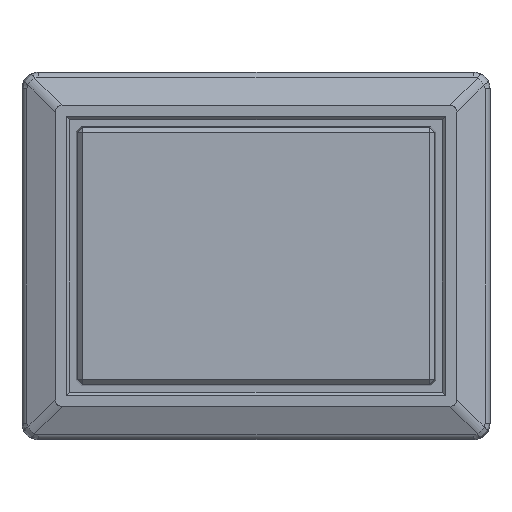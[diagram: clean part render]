
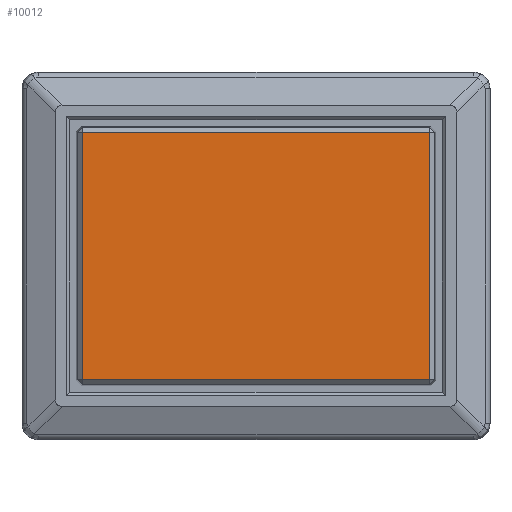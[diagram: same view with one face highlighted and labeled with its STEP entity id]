
A CAD part, top view. The second image highlights one B-rep face of the part: STEP entity #10012.
In plain terms, the highlighted face is planar.
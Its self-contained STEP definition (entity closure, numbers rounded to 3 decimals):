
#109 = VECTOR ( 'NONE', #11660, 1000. ) ;
#387 = CARTESIAN_POINT ( 'NONE',  ( 10.396, 0., -7.396 ) ) ;
#617 = EDGE_CURVE ( 'NONE', #7310, #5531, #1867, .T. ) ;
#1672 = LINE ( 'NONE', #6668, #109 ) ;
#1761 = CARTESIAN_POINT ( 'NONE',  ( -10.396, 0., 7.396 ) ) ;
#1832 = VERTEX_POINT ( 'NONE', #387 ) ;
#1867 = LINE ( 'NONE', #6865, #10054 ) ;
#2288 = ORIENTED_EDGE ( 'NONE', *, *, #6657, .T. ) ;
#2803 = LINE ( 'NONE', #7802, #11099 ) ;
#3276 = LINE ( 'NONE', #8291, #9861 ) ;
#3961 = VERTEX_POINT ( 'NONE', #9400 ) ;
#4209 = FACE_OUTER_BOUND ( 'NONE', #9848, .T. ) ;
#5082 = ORIENTED_EDGE ( 'NONE', *, *, #617, .F. ) ;
#5119 = ORIENTED_EDGE ( 'NONE', *, *, #13048, .F. ) ;
#5531 = VERTEX_POINT ( 'NONE', #14794 ) ;
#6657 = EDGE_CURVE ( 'NONE', #7310, #3961, #1672, .T. ) ;
#6668 = CARTESIAN_POINT ( 'NONE',  ( 0., 0., 7.396 ) ) ;
#6759 = DIRECTION ( 'NONE',  ( 0., -1., 0. ) ) ;
#6865 = CARTESIAN_POINT ( 'NONE',  ( -10.396, 0., 0. ) ) ;
#6959 = AXIS2_PLACEMENT_3D ( 'NONE', #1761, #6759, #11751 ) ;
#7310 = VERTEX_POINT ( 'NONE', #13197 ) ;
#7499 = EDGE_CURVE ( 'NONE', #5531, #1832, #2803, .T. ) ;
#7802 = CARTESIAN_POINT ( 'NONE',  ( 0., 0., -7.396 ) ) ;
#8291 = CARTESIAN_POINT ( 'NONE',  ( 10.396, 0., 0. ) ) ;
#9400 = CARTESIAN_POINT ( 'NONE',  ( 10.396, 0., 7.396 ) ) ;
#9848 = EDGE_LOOP ( 'NONE', ( #5119, #14905, #5082, #2288 ) ) ;
#9861 = VECTOR ( 'NONE', #13256, 1000. ) ;
#10012 = ADVANCED_FACE ( 'NONE', ( #4209 ), #12965, .F. ) ;
#10054 = VECTOR ( 'NONE', #11851, 1000. ) ;
#11099 = VECTOR ( 'NONE', #12784, 1000. ) ;
#11660 = DIRECTION ( 'NONE',  ( 1., 0., 0. ) ) ;
#11751 = DIRECTION ( 'NONE',  ( 0., 0., -1. ) ) ;
#11851 = DIRECTION ( 'NONE',  ( 0., 0., -1. ) ) ;
#12784 = DIRECTION ( 'NONE',  ( 1., 0., 0. ) ) ;
#12965 = PLANE ( 'NONE',  #6959 ) ;
#13048 = EDGE_CURVE ( 'NONE', #1832, #3961, #3276, .T. ) ;
#13197 = CARTESIAN_POINT ( 'NONE',  ( -10.396, 0., 7.396 ) ) ;
#13256 = DIRECTION ( 'NONE',  ( 0., 0., 1. ) ) ;
#14794 = CARTESIAN_POINT ( 'NONE',  ( -10.396, 0., -7.396 ) ) ;
#14905 = ORIENTED_EDGE ( 'NONE', *, *, #7499, .F. ) ;
